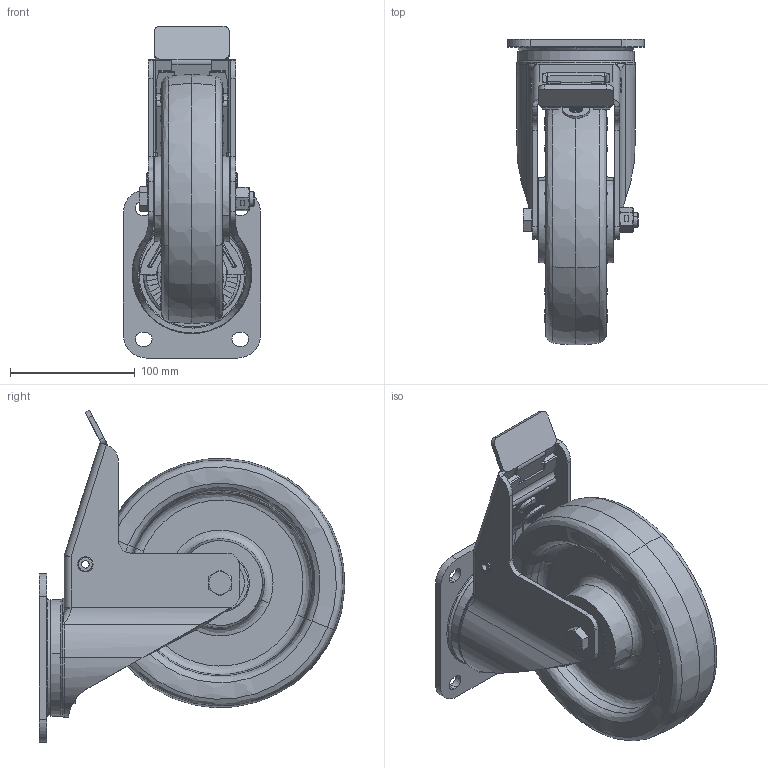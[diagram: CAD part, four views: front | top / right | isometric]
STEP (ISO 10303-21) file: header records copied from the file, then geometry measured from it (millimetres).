
FILE_DESCRIPTION (( 'STEP AP214' ), '1' );
FILE_NAME ('0033436BL_L-IM-PAM-200-K-3-DSN-EC.STEP', '2016-09-08T08:31:03', ( '' ), ( '' ), 'SwSTEP 2.0', 'SolidWorks 2016', '' );
FILE_SCHEMA (( 'AUTOMOTIVE_DESIGN' ));
Length unit declared in the file: millimetre
Products named in the file (1): 0033436BL_L-IM-PAM-200-K-3-DSN-EC
Bounding box: 110 x 244.91 x 266.25 mm (x, y, z)
Volume: 1371667.2 mm3; surface area: 336508.7 mm2
Topology: 21 solids, 25 shells, 1453 faces, 3646 edges, 2300 vertices
Faces by surface type: plane 782, cylinder 366, bspline 195, cone 80, torus 30
Entity records: 71844 total; most frequent: CARTESIAN_POINT 21547, ORIENTED_EDGE 7284, DIRECTION 6887, EDGE_CURVE 3642, AXIS2_PLACEMENT_3D 2419, VERTEX_POINT 2300, VECTOR 2049, LINE 2049
